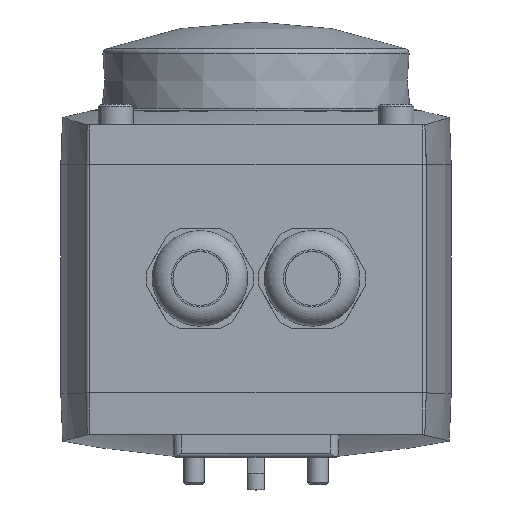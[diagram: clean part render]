
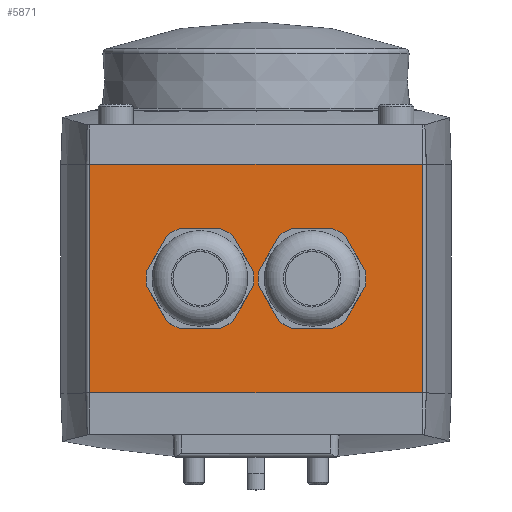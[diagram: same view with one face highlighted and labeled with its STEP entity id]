
A CAD part, top view. The second image highlights one B-rep face of the part: STEP entity #5871.
In plain terms, the highlighted face is planar.
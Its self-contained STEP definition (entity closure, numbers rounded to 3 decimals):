
#111=LINE('',#8428,#403);
#112=LINE('',#8431,#404);
#113=LINE('',#8433,#405);
#114=LINE('',#8435,#406);
#403=VECTOR('',#6903,1000.);
#404=VECTOR('',#6904,1000.);
#405=VECTOR('',#6905,1000.);
#406=VECTOR('',#6906,1000.);
#960=ORIENTED_EDGE('',*,*,#2152,.T.);
#961=ORIENTED_EDGE('',*,*,#2153,.T.);
#962=ORIENTED_EDGE('',*,*,#2154,.T.);
#963=ORIENTED_EDGE('',*,*,#2155,.T.);
#964=ORIENTED_EDGE('',*,*,#2156,.T.);
#965=ORIENTED_EDGE('',*,*,#2157,.T.);
#2152=EDGE_CURVE('',#2742,#2742,#3102,.T.);
#2153=EDGE_CURVE('',#2743,#2743,#3103,.T.);
#2154=EDGE_CURVE('',#2744,#2745,#111,.T.);
#2155=EDGE_CURVE('',#2745,#2746,#112,.T.);
#2156=EDGE_CURVE('',#2746,#2747,#113,.T.);
#2157=EDGE_CURVE('',#2747,#2744,#114,.T.);
#2742=VERTEX_POINT('',#8425);
#2743=VERTEX_POINT('',#8427);
#2744=VERTEX_POINT('',#8429);
#2745=VERTEX_POINT('',#8430);
#2746=VERTEX_POINT('',#8432);
#2747=VERTEX_POINT('',#8434);
#3102=CIRCLE('',#6223,10.688);
#3103=CIRCLE('',#6224,10.688);
#3347=EDGE_LOOP('',(#960));
#3348=EDGE_LOOP('',(#961));
#3349=EDGE_LOOP('',(#962,#963,#964,#965));
#3731=FACE_BOUND('',#3347,.T.);
#3732=FACE_BOUND('',#3348,.T.);
#3733=FACE_BOUND('',#3349,.T.);
#4089=PLANE('',#6222);
#5871=ADVANCED_FACE('',(#3731,#3732,#3733),#4089,.F.);
#6222=AXIS2_PLACEMENT_3D('',#8423,#6897,#6898);
#6223=AXIS2_PLACEMENT_3D('',#8424,#6899,#6900);
#6224=AXIS2_PLACEMENT_3D('',#8426,#6901,#6902);
#6897=DIRECTION('',(1.,0.,0.));
#6898=DIRECTION('',(0.,0.,-1.));
#6899=DIRECTION('',(1.,0.,0.));
#6900=DIRECTION('',(0.,0.,-1.));
#6901=DIRECTION('',(1.,0.,0.));
#6902=DIRECTION('',(0.,0.,-1.));
#6903=DIRECTION('',(0.,1.,0.));
#6904=DIRECTION('',(0.,0.,-1.));
#6905=DIRECTION('',(0.,-1.,0.));
#6906=DIRECTION('',(0.,0.,1.));
#8423=CARTESIAN_POINT('',(-60.,27.5,-41.));
#8424=CARTESIAN_POINT('',(-60.,0.,-13.5));
#8425=CARTESIAN_POINT('',(-60.,0.,-24.188));
#8426=CARTESIAN_POINT('',(-60.,0.,13.5));
#8427=CARTESIAN_POINT('',(-60.,0.,2.812));
#8428=CARTESIAN_POINT('',(-60.,-27.5,40.));
#8429=CARTESIAN_POINT('',(-60.,-27.5,40.));
#8430=CARTESIAN_POINT('',(-60.,27.5,40.));
#8431=CARTESIAN_POINT('',(-60.,27.5,60.));
#8432=CARTESIAN_POINT('',(-60.,27.5,-40.));
#8433=CARTESIAN_POINT('',(-60.,27.5,-40.));
#8434=CARTESIAN_POINT('',(-60.,-27.5,-40.));
#8435=CARTESIAN_POINT('',(-60.,-27.5,-41.));
